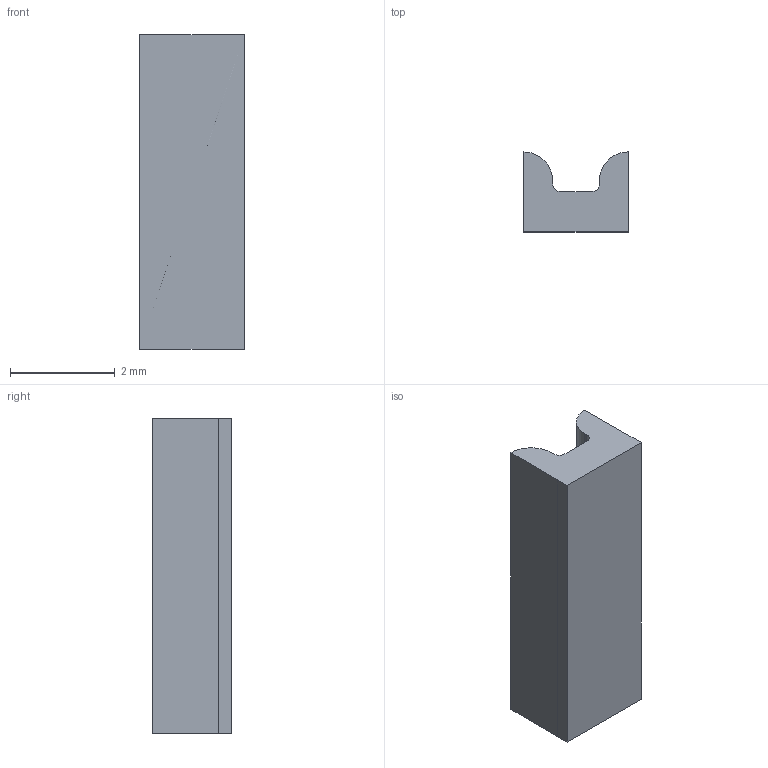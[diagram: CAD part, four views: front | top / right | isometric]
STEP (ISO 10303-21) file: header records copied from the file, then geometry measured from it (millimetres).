
FILE_DESCRIPTION(/* description */ (''),/* implementation_level */ '2;1');
FILE_NAME(/* name */ 'GT2 Belt 6mm Section.stp',/* time_stamp */ '2016-10-17T11:28:09-04:00',/* author */ (''),/* organization */ (''),/* preprocessor_version */ 'ST-DEVELOPER v16.5',/* originating_system */ 'Autodesk Translation Framework v5.2.0.2031',/* authorisation */ '');
FILE_SCHEMA (('AUTOMOTIVE_DESIGN { 1 0 10303 214 3 1 1 }'));
Length unit declared in the file: centimetre
Products named in the file (1): FusionComponent
Bounding box: 2 x 1.52 x 6 mm (x, y, z)
Volume: 13.4 mm3; surface area: 52.2 mm2
Topology: 1 solids, 1 shells, 17 faces, 45 edges, 30 vertices
Faces by surface type: plane 11, cylinder 6
Entity records: 562 total; most frequent: DIRECTION 93, CARTESIAN_POINT 93, ORIENTED_EDGE 90, EDGE_CURVE 45, LINE 33, VECTOR 33, VERTEX_POINT 30, AXIS2_PLACEMENT_3D 30
